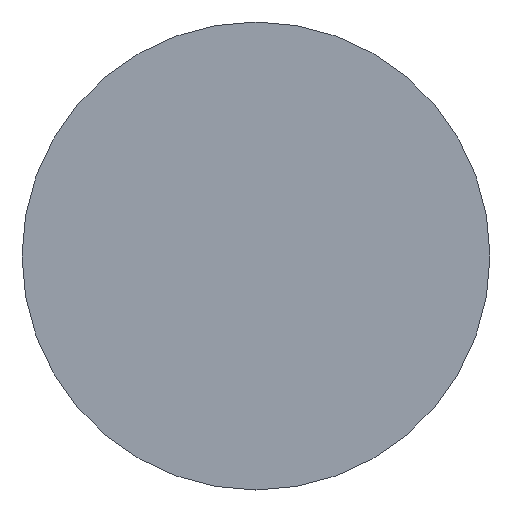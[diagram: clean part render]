
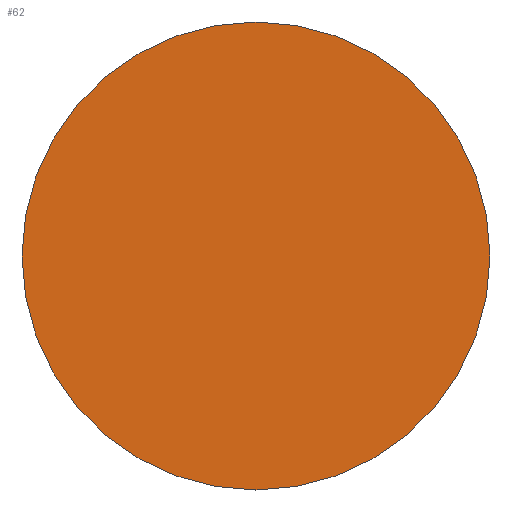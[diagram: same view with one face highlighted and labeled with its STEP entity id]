
A CAD part, left-side view. The second image highlights one B-rep face of the part: STEP entity #62.
In plain terms, the highlighted planar face has unit normal (-1, 0, 0).
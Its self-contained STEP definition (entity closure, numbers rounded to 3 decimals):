
#19 = CARTESIAN_POINT ( 'NONE',  ( 0., 0., 0. ) ) ;
#25 = ORIENTED_EDGE ( 'NONE', *, *, #92, .T. ) ;
#34 = CARTESIAN_POINT ( 'NONE',  ( 0., 0., 0. ) ) ;
#49 = DIRECTION ( 'NONE',  ( 0., 0., 1. ) ) ;
#55 = DIRECTION ( 'NONE',  ( 0., 0., 1. ) ) ;
#59 = PLANE ( 'NONE',  #61 ) ;
#60 = DIRECTION ( 'NONE',  ( 0., 0., -1. ) ) ;
#61 = AXIS2_PLACEMENT_3D ( 'NONE', #19, #130, #60 ) ;
#62 = ADVANCED_FACE ( 'NONE', ( #68 ), #59, .F. ) ;
#66 = CIRCLE ( 'NONE', #87, 6.35 ) ;
#68 = FACE_OUTER_BOUND ( 'NONE', #142, .T. ) ;
#74 = CARTESIAN_POINT ( 'NONE',  ( 0., 0., -6.35 ) ) ;
#77 = ORIENTED_EDGE ( 'NONE', *, *, #157, .T. ) ;
#87 = AXIS2_PLACEMENT_3D ( 'NONE', #34, #126, #49 ) ;
#92 = EDGE_CURVE ( 'NONE', #166, #133, #115, .T. ) ;
#103 = AXIS2_PLACEMENT_3D ( 'NONE', #114, #150, #55 ) ;
#114 = CARTESIAN_POINT ( 'NONE',  ( 0., 0., 0. ) ) ;
#115 = CIRCLE ( 'NONE', #103, 6.35 ) ;
#126 = DIRECTION ( 'NONE',  ( -1., 0., 0. ) ) ;
#130 = DIRECTION ( 'NONE',  ( 1., 0., 0. ) ) ;
#133 = VERTEX_POINT ( 'NONE', #74 ) ;
#142 = EDGE_LOOP ( 'NONE', ( #25, #77 ) ) ;
#149 = CARTESIAN_POINT ( 'NONE',  ( 0., 0., 6.35 ) ) ;
#150 = DIRECTION ( 'NONE',  ( -1., 0., 0. ) ) ;
#157 = EDGE_CURVE ( 'NONE', #133, #166, #66, .T. ) ;
#166 = VERTEX_POINT ( 'NONE', #149 ) ;
